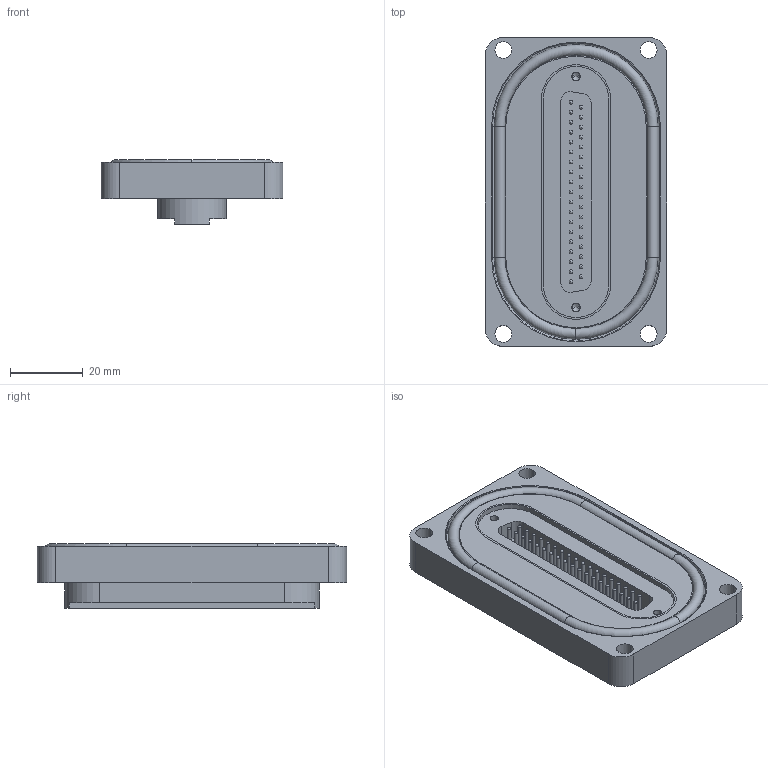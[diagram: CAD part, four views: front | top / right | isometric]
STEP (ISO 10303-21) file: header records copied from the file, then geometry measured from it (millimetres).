
FILE_DESCRIPTION (( 'STEP AP214' ), '1' );
FILE_NAME ('215-BP-D37-HC.STEP', '2019-03-22T10:03:48', ( 'allectra' ), ( 'Microsoft' ), 'SwSTEP 2.0', 'SolidWorks 2014', '' );
FILE_SCHEMA (( 'AUTOMOTIVE_DESIGN' ));
Length unit declared in the file: millimetre
Products named in the file (6): 370-VIT-61X3_BP-Flange; 218-D9-37-SS-HC_218-D37-SS-HC; 9210-PIN-FENI-CU_Pin vergoldet; 9218-D9-37-SS_37pin 1mm beschr. HC; 9215-BP-1_9215-BP-D37; 215-BP-D37-HC
Assembly tree (41 placements, depth 3):
  215-BP-D37-HC
    9215-BP-1_9215-BP-D37
    218-D9-37-SS-HC_218-D37-SS-HC
      9218-D9-37-SS_37pin 1mm beschr. HC
      9210-PIN-FENI-CU_Pin vergoldet  x37
    370-VIT-61X3_BP-Flange
Bounding box: 50 x 85 x 17.73 mm (x, y, z)
Volume: 42160 mm3; surface area: 22715.8 mm2
Topology: 40 solids, 40 shells, 554 faces, 1538 edges, 1010 vertices
Faces by surface type: cylinder 242, plane 179, sphere 74, bspline 37, torus 14, cone 8
Entity records: 15210 total; most frequent: CARTESIAN_POINT 4166, DIRECTION 2214, ORIENTED_EDGE 2184, EDGE_CURVE 1092, AXIS2_PLACEMENT_3D 778, VERTEX_POINT 718, VECTOR 658, LINE 658
